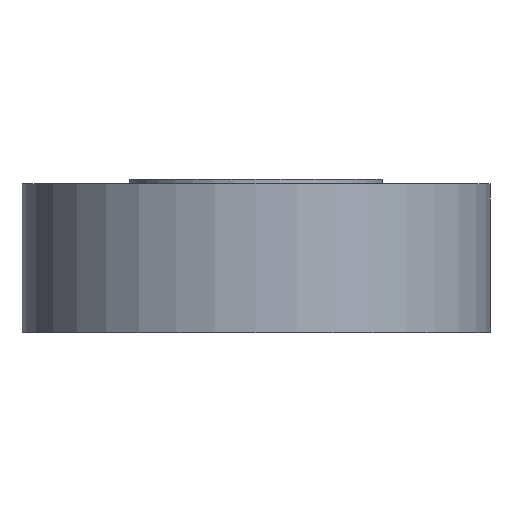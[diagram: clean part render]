
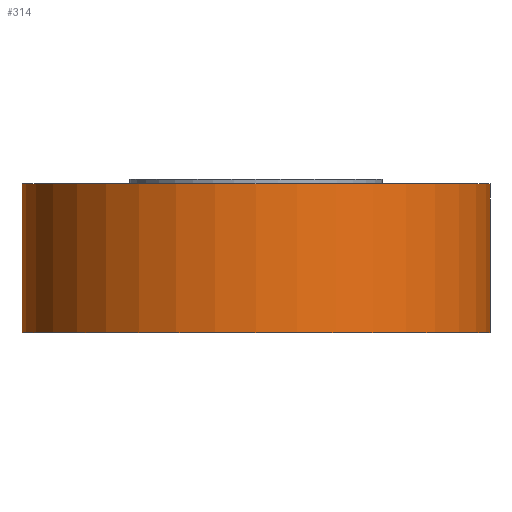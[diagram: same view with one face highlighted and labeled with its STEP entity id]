
A CAD part, left-side view. The second image highlights one B-rep face of the part: STEP entity #314.
In plain terms, the highlighted cylindrical face has radius 25.146 mm (diameter 50.292 mm), a full revolution.
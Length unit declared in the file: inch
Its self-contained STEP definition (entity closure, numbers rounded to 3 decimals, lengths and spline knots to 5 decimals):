
#231=CARTESIAN_POINT('',(16.4857,0.,5.50298));
#232=DIRECTION('',(0.0,0.0,-1.0));
#233=DIRECTION('',(1.0,0.0,0.0));
#234=AXIS2_PLACEMENT_3D('',#231,#232,#233);
#235=CYLINDRICAL_SURFACE('',#234,0.99);
#236=CARTESIAN_POINT('',(15.4957,0.,5.81798));
#237=VERTEX_POINT('',#236);
#238=CARTESIAN_POINT('',(16.4857,0.,5.81798));
#239=DIRECTION('',(0.0,0.0,-1.0));
#240=DIRECTION('',(1.0,0.0,0.0));
#241=AXIS2_PLACEMENT_3D('',#238,#239,#240);
#242=CIRCLE('',#241,0.99);
#243=EDGE_CURVE('',#237,#237,#242,.T.);
#244=ORIENTED_EDGE('',*,*,#243,.T.);
#245=EDGE_LOOP('',(#244));
#246=FACE_OUTER_BOUND('',#245,.T.);
#247=CARTESIAN_POINT('',(16.4857,-0.99,5.52298));
#248=VERTEX_POINT('',#247);
#249=CARTESIAN_POINT('',(16.4857,-0.99,5.27298));
#250=VERTEX_POINT('',#249);
#251=CARTESIAN_POINT('',(16.4857,-0.99,5.52298));
#252=CARTESIAN_POINT('',(16.48607,-0.99,5.52295));
#253=CARTESIAN_POINT('',(16.48644,-0.99,5.52291));
#254=CARTESIAN_POINT('',(16.50363,-0.98998,5.52103));
#255=CARTESIAN_POINT('',(16.51994,-0.98952,5.51585));
#256=CARTESIAN_POINT('',(16.54871,-0.98809,5.50011));
#257=CARTESIAN_POINT('',(16.56118,-0.98717,5.48998));
#258=CARTESIAN_POINT('',(16.5823,-0.98534,5.46515));
#259=CARTESIAN_POINT('',(16.59056,-0.98444,5.45039));
#260=CARTESIAN_POINT('',(16.59933,-0.98346,5.42263));
#261=CARTESIAN_POINT('',(16.60124,-0.98323,5.41036));
#262=CARTESIAN_POINT('',(16.60124,-0.98323,5.38561));
#263=CARTESIAN_POINT('',(16.59933,-0.98346,5.37334));
#264=CARTESIAN_POINT('',(16.59056,-0.98444,5.34558));
#265=CARTESIAN_POINT('',(16.5823,-0.98534,5.33082));
#266=CARTESIAN_POINT('',(16.56118,-0.98717,5.30598));
#267=CARTESIAN_POINT('',(16.54871,-0.98809,5.29586));
#268=CARTESIAN_POINT('',(16.51994,-0.98952,5.28012));
#269=CARTESIAN_POINT('',(16.50363,-0.98998,5.27494));
#270=CARTESIAN_POINT('',(16.48644,-0.99,5.27306));
#271=CARTESIAN_POINT('',(16.48607,-0.99,5.27302));
#272=CARTESIAN_POINT('',(16.4857,-0.99,5.27298));
#273=B_SPLINE_CURVE_WITH_KNOTS('',3,(#251,#252,#253,#254,#255,#256,#257,#258,#259,#260,#261,#262,#263,#264,#265,#266,#267,#268,#269,#270,#271,#272),.UNSPECIFIED.,.F.,.U.,(4,2,2,2,2,2,2,2,2,2,4),(-0.00111,0.0,0.05077,0.09848,0.14874,0.18588,0.22301,0.27328,0.32099,0.37176,0.37286),.UNSPECIFIED.);
#274=EDGE_CURVE('',#248,#250,#273,.T.);
#275=ORIENTED_EDGE('',*,*,#274,.T.);
#276=CARTESIAN_POINT('',(16.4857,-0.99,5.27298));
#277=CARTESIAN_POINT('',(16.48533,-0.99,5.27302));
#278=CARTESIAN_POINT('',(16.48497,-0.99,5.27306));
#279=CARTESIAN_POINT('',(16.46778,-0.98998,5.27494));
#280=CARTESIAN_POINT('',(16.45147,-0.98952,5.28012));
#281=CARTESIAN_POINT('',(16.42269,-0.98809,5.29586));
#282=CARTESIAN_POINT('',(16.41022,-0.98717,5.30598));
#283=CARTESIAN_POINT('',(16.38911,-0.98534,5.33082));
#284=CARTESIAN_POINT('',(16.38085,-0.98444,5.34558));
#285=CARTESIAN_POINT('',(16.37208,-0.98346,5.37334));
#286=CARTESIAN_POINT('',(16.37016,-0.98323,5.38561));
#287=CARTESIAN_POINT('',(16.37016,-0.98323,5.41036));
#288=CARTESIAN_POINT('',(16.37208,-0.98346,5.42263));
#289=CARTESIAN_POINT('',(16.38085,-0.98444,5.45039));
#290=CARTESIAN_POINT('',(16.38911,-0.98534,5.46515));
#291=CARTESIAN_POINT('',(16.41022,-0.98717,5.48998));
#292=CARTESIAN_POINT('',(16.42269,-0.98809,5.50011));
#293=CARTESIAN_POINT('',(16.45147,-0.98952,5.51585));
#294=CARTESIAN_POINT('',(16.46778,-0.98998,5.52103));
#295=CARTESIAN_POINT('',(16.48497,-0.99,5.52291));
#296=CARTESIAN_POINT('',(16.48533,-0.99,5.52295));
#297=CARTESIAN_POINT('',(16.4857,-0.99,5.52298));
#298=B_SPLINE_CURVE_WITH_KNOTS('',3,(#276,#277,#278,#279,#280,#281,#282,#283,#284,#285,#286,#287,#288,#289,#290,#291,#292,#293,#294,#295,#296,#297),.UNSPECIFIED.,.F.,.U.,(4,2,2,2,2,2,2,2,2,2,4),(-0.00111,0.0,0.05077,0.09848,0.14874,0.18588,0.22301,0.27328,0.32099,0.37176,0.37286),.UNSPECIFIED.);
#299=EDGE_CURVE('',#250,#248,#298,.T.);
#300=ORIENTED_EDGE('',*,*,#299,.T.);
#301=EDGE_LOOP('',(#275,#300));
#302=FACE_BOUND('',#301,.T.);
#303=CARTESIAN_POINT('',(15.4957,0.,5.18798));
#304=VERTEX_POINT('',#303);
#305=CARTESIAN_POINT('',(16.4857,0.,5.18798));
#306=DIRECTION('',(0.0,0.0,-1.0));
#307=DIRECTION('',(1.0,0.0,0.0));
#308=AXIS2_PLACEMENT_3D('',#305,#306,#307);
#309=CIRCLE('',#308,0.99);
#310=EDGE_CURVE('',#304,#304,#309,.T.);
#311=ORIENTED_EDGE('',*,*,#310,.F.);
#312=EDGE_LOOP('',(#311));
#313=FACE_BOUND('',#312,.T.);
#314=ADVANCED_FACE('',(#246,#302,#313),#235,.T.);
